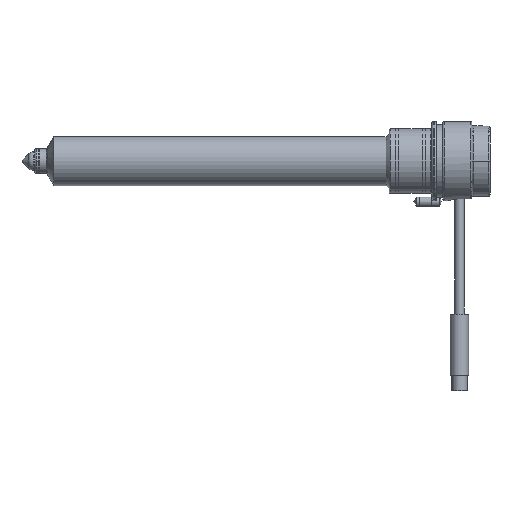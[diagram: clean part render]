
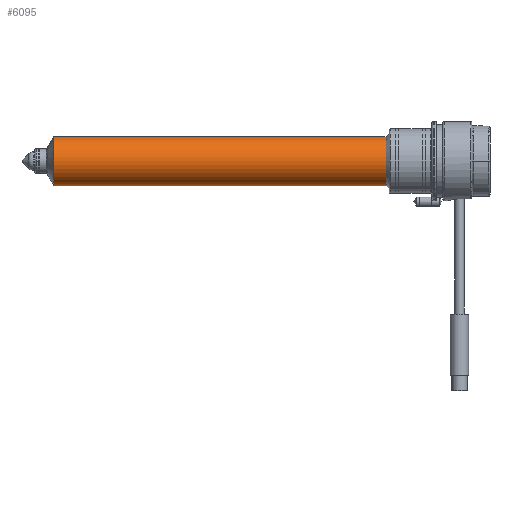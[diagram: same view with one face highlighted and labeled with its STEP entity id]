
A CAD part, top view. The second image highlights one B-rep face of the part: STEP entity #6095.
In plain terms, the highlighted cylindrical face has radius 8 mm (diameter 16 mm), a partial arc.
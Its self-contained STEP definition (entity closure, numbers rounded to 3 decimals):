
#165 = VECTOR ( 'NONE', #2870, 1000. ) ;
#1313 = AXIS2_PLACEMENT_3D ( 'NONE', #12653, #10000, #13765 ) ;
#2176 = CARTESIAN_POINT ( 'NONE',  ( 8., 0., -10.436 ) ) ;
#2526 = LINE ( 'NONE', #14106, #165 ) ;
#2668 = VECTOR ( 'NONE', #3457, 1000. ) ;
#2759 = EDGE_CURVE ( 'NONE', #12310, #4598, #8252, .T. ) ;
#2870 = DIRECTION ( 'NONE',  ( 0., 0., -1. ) ) ;
#3283 = AXIS2_PLACEMENT_3D ( 'NONE', #15019, #9744, #12452 ) ;
#3457 = DIRECTION ( 'NONE',  ( 0., 0., -1. ) ) ;
#3563 = CARTESIAN_POINT ( 'NONE',  ( 8., 0., 0. ) ) ;
#4275 = CARTESIAN_POINT ( 'NONE',  ( 8., 0., -119. ) ) ;
#4536 = CARTESIAN_POINT ( 'NONE',  ( 0., 0., -10.436 ) ) ;
#4598 = VERTEX_POINT ( 'NONE', #4275 ) ;
#4762 = ORIENTED_EDGE ( 'NONE', *, *, #2759, .T. ) ;
#5553 = FACE_OUTER_BOUND ( 'NONE', #12553, .T. ) ;
#5825 = DIRECTION ( 'NONE',  ( 0., 0., -1. ) ) ;
#5926 = VERTEX_POINT ( 'NONE', #14958 ) ;
#6095 = ADVANCED_FACE ( 'NONE', ( #5553 ), #11327, .T. ) ;
#8233 = EDGE_CURVE ( 'NONE', #8242, #5926, #2526, .T. ) ;
#8242 = VERTEX_POINT ( 'NONE', #9183 ) ;
#8252 = LINE ( 'NONE', #3563, #2668 ) ;
#9183 = CARTESIAN_POINT ( 'NONE',  ( -8., 0., -10.436 ) ) ;
#9744 = DIRECTION ( 'NONE',  ( 0., 0., 1. ) ) ;
#10000 = DIRECTION ( 'NONE',  ( 0., 0., -1. ) ) ;
#11160 = EDGE_CURVE ( 'NONE', #8242, #12310, #11442, .T. ) ;
#11163 = ORIENTED_EDGE ( 'NONE', *, *, #8233, .F. ) ;
#11207 = EDGE_CURVE ( 'NONE', #4598, #5926, #15827, .T. ) ;
#11327 = CYLINDRICAL_SURFACE ( 'NONE', #1313, 8. ) ;
#11442 = CIRCLE ( 'NONE', #13438, 8. ) ;
#12310 = VERTEX_POINT ( 'NONE', #2176 ) ;
#12452 = DIRECTION ( 'NONE',  ( -1., 0., 0. ) ) ;
#12553 = EDGE_LOOP ( 'NONE', ( #14347, #4762, #12623, #11163 ) ) ;
#12623 = ORIENTED_EDGE ( 'NONE', *, *, #11207, .T. ) ;
#12653 = CARTESIAN_POINT ( 'NONE',  ( 0., 0., 0. ) ) ;
#13334 = DIRECTION ( 'NONE',  ( -1., 0., 0. ) ) ;
#13438 = AXIS2_PLACEMENT_3D ( 'NONE', #4536, #5825, #13334 ) ;
#13765 = DIRECTION ( 'NONE',  ( -1., 0., 0. ) ) ;
#14106 = CARTESIAN_POINT ( 'NONE',  ( -8., 0., 0. ) ) ;
#14347 = ORIENTED_EDGE ( 'NONE', *, *, #11160, .T. ) ;
#14958 = CARTESIAN_POINT ( 'NONE',  ( -8., 0., -119. ) ) ;
#15019 = CARTESIAN_POINT ( 'NONE',  ( 0., 0., -119. ) ) ;
#15827 = CIRCLE ( 'NONE', #3283, 8. ) ;
